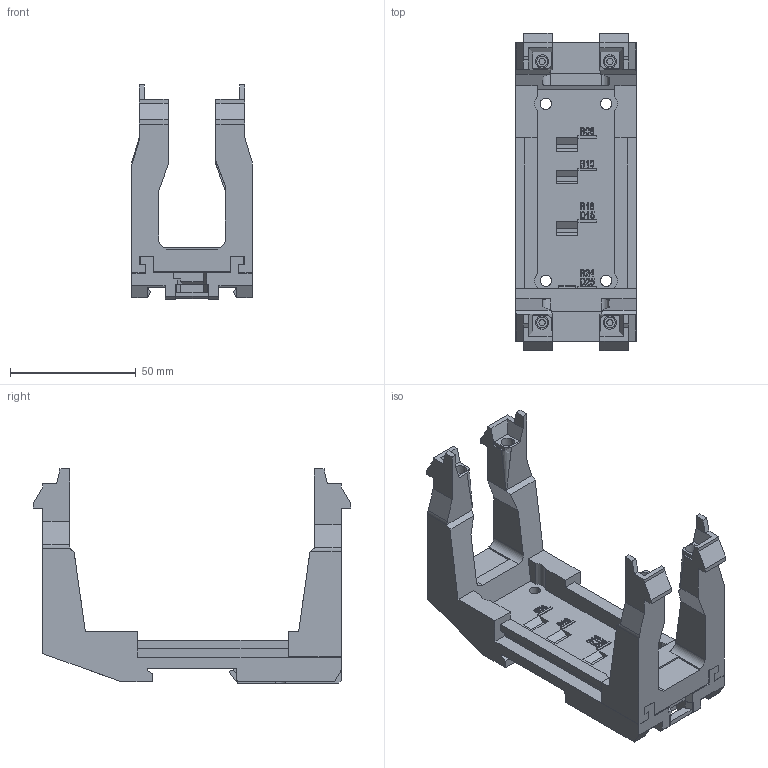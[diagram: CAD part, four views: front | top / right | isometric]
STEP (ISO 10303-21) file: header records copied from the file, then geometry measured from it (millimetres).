
FILE_DESCRIPTION(('CATIA V5 STEP Exchange','CAx-IF Rec.Pracs.--- Model Styling and Organization---1.4--- 2014-01-23'),'2;1');
FILE_NAME ('1456120-12_0_2883430000_2883430000.stp','2024-02-23T07:58:43+00:00',('none'),('Weidmueller'),'CATIA Version 5-6 Release 2016 SP3 HF44','CATIA V5 STEP AP214','none');
FILE_SCHEMA(('AUTOMOTIVE_DESIGN { 1 0 10303 214 1 1 1 1 }'));
Length unit declared in the file: millimetre
Products named in the file (1): 2883430000
Bounding box: 48 x 126.53 x 85.3 mm (x, y, z)
Volume: 91888.6 mm3; surface area: 37291.8 mm2
Topology: 2 solids, 2 shells, 1099 faces, 3130 edges, 2080 vertices
Faces by surface type: plane 1036, cylinder 47, cone 16
Entity records: 35065 total; most frequent: CARTESIAN_POINT 6747, ORIENTED_EDGE 6244, DIRECTION 5148, EDGE_CURVE 3122, VECTOR 2965, LINE 2965, VERTEX_POINT 2080, EDGE_LOOP 1162
